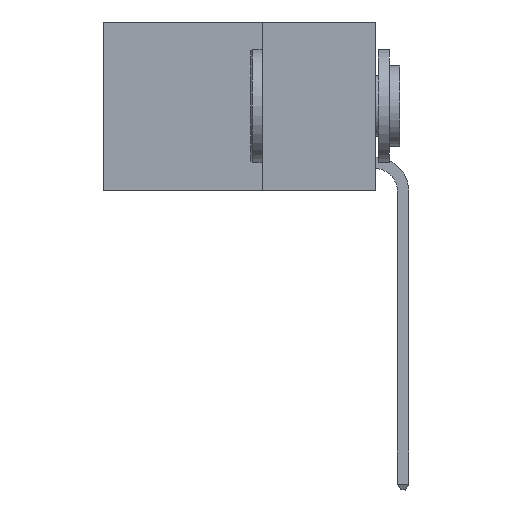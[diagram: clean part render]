
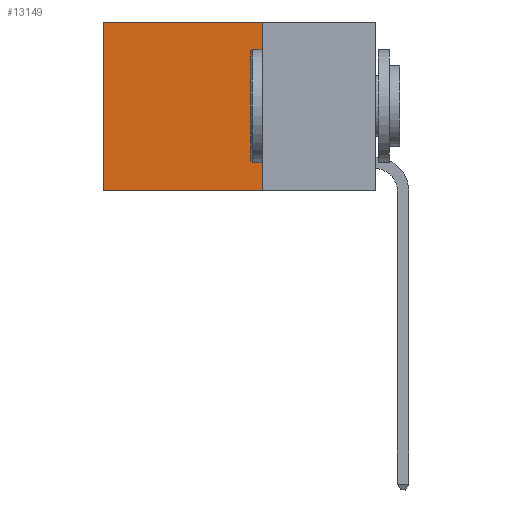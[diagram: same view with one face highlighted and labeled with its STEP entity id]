
A CAD part, left-side view. The second image highlights one B-rep face of the part: STEP entity #13149.
In plain terms, the highlighted planar face has unit normal (-1, 0, 0).
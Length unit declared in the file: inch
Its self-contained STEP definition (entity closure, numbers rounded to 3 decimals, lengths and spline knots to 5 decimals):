
#420 = VECTOR ( 'NONE', #7524, 39.37008 ) ;
#521 = VERTEX_POINT ( 'NONE', #7405 ) ;
#942 = VERTEX_POINT ( 'NONE', #20951 ) ;
#1181 = EDGE_CURVE ( 'NONE', #11157, #942, #10435, .T. ) ;
#2171 = CARTESIAN_POINT ( 'NONE',  ( 0.2625, 0.25, -0.37 ) ) ;
#5820 = PLANE ( 'NONE',  #20967 ) ;
#6311 = ORIENTED_EDGE ( 'NONE', *, *, #16590, .T. ) ;
#6456 = VECTOR ( 'NONE', #18656, 39.37008 ) ;
#7405 = CARTESIAN_POINT ( 'NONE',  ( 0.2625, 0.25, 0. ) ) ;
#7524 = DIRECTION ( 'NONE',  ( 0., 1., 0. ) ) ;
#7601 = LINE ( 'NONE', #8072, #6456 ) ;
#7641 = DIRECTION ( 'NONE',  ( 1., 0., 0. ) ) ;
#7876 = DIRECTION ( 'NONE',  ( 0., 0., -1. ) ) ;
#8072 = CARTESIAN_POINT ( 'NONE',  ( 0.2625, 0.25, 0. ) ) ;
#8840 = EDGE_LOOP ( 'NONE', ( #6311, #17589, #16472, #14635 ) ) ;
#9952 = DIRECTION ( 'NONE',  ( 0., 0., -1. ) ) ;
#10435 = LINE ( 'NONE', #2171, #420 ) ;
#11157 = VERTEX_POINT ( 'NONE', #20125 ) ;
#12435 = LINE ( 'NONE', #14979, #16600 ) ;
#12741 = VECTOR ( 'NONE', #9952, 39.37008 ) ;
#13149 = ADVANCED_FACE ( 'NONE', ( #14823 ), #5820, .F. ) ;
#13275 = VERTEX_POINT ( 'NONE', #20370 ) ;
#13856 = LINE ( 'NONE', #18763, #12741 ) ;
#13951 = EDGE_CURVE ( 'NONE', #521, #13275, #7601, .T. ) ;
#14635 = ORIENTED_EDGE ( 'NONE', *, *, #13951, .T. ) ;
#14823 = FACE_OUTER_BOUND ( 'NONE', #8840, .T. ) ;
#14979 = CARTESIAN_POINT ( 'NONE',  ( 0.2625, 0.25, 0. ) ) ;
#16472 = ORIENTED_EDGE ( 'NONE', *, *, #19369, .F. ) ;
#16590 = EDGE_CURVE ( 'NONE', #13275, #942, #13856, .T. ) ;
#16600 = VECTOR ( 'NONE', #7876, 39.37008 ) ;
#17589 = ORIENTED_EDGE ( 'NONE', *, *, #1181, .F. ) ;
#18221 = CARTESIAN_POINT ( 'NONE',  ( 0.2625, 0.25, 0. ) ) ;
#18656 = DIRECTION ( 'NONE',  ( 0., 1., 0. ) ) ;
#18763 = CARTESIAN_POINT ( 'NONE',  ( 0.2625, 0.6, 0. ) ) ;
#19369 = EDGE_CURVE ( 'NONE', #521, #11157, #12435, .T. ) ;
#19995 = DIRECTION ( 'NONE',  ( 0., 0., -1. ) ) ;
#20125 = CARTESIAN_POINT ( 'NONE',  ( 0.2625, 0.25, -0.37 ) ) ;
#20370 = CARTESIAN_POINT ( 'NONE',  ( 0.2625, 0.6, 0. ) ) ;
#20951 = CARTESIAN_POINT ( 'NONE',  ( 0.2625, 0.6, -0.37 ) ) ;
#20967 = AXIS2_PLACEMENT_3D ( 'NONE', #18221, #7641, #19995 ) ;
